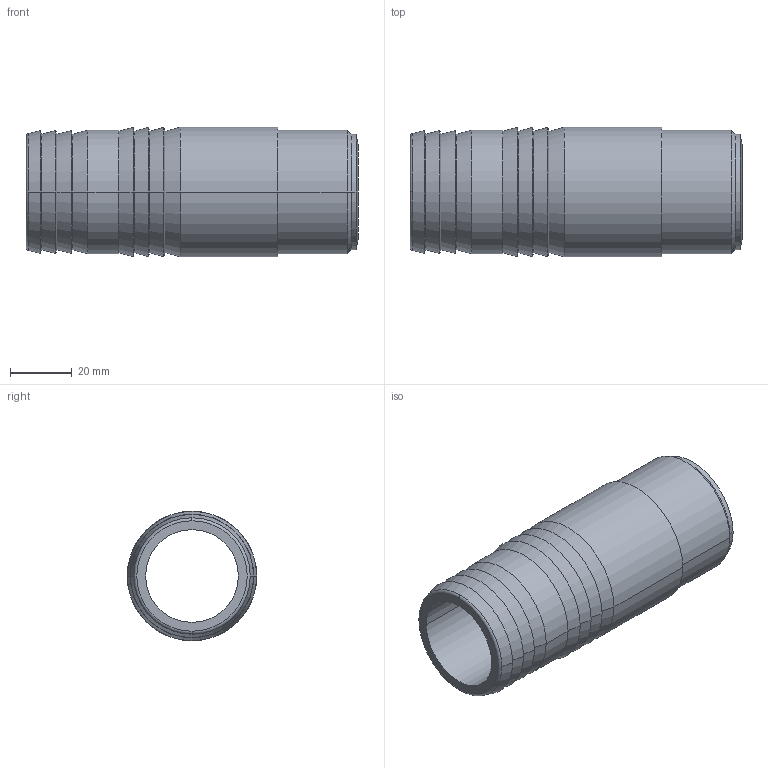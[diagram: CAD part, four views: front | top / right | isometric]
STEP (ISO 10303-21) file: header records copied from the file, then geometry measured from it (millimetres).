
FILE_DESCRIPTION(('STEP AP214'),'1');
FILE_NAME('aim040042040.stp','2018-02-12T14:07:50',('TraceParts'),('TraceParts S.A.'),'Spatial InterOp 3D',' ',' ');
FILE_SCHEMA(('automotive_design'));
Length unit declared in the file: millimetre
Products named in the file (1): aim040042040
Bounding box: 107.5 x 42 x 42 mm (x, y, z)
Volume: 61567.5 mm3; surface area: 25539.7 mm2
Topology: 1 solids, 1 shells, 49 faces, 105 edges, 59 vertices
Faces by surface type: cone 32, cylinder 10, torus 4, plane 3
Entity records: 1738 total; most frequent: DIRECTION 268, CARTESIAN_POINT 214, ORIENTED_EDGE 210, AXIS2_PLACEMENT_3D 113, EDGE_CURVE 105, CIRCLE 63, VERTEX_POINT 59, EDGE_LOOP 52
